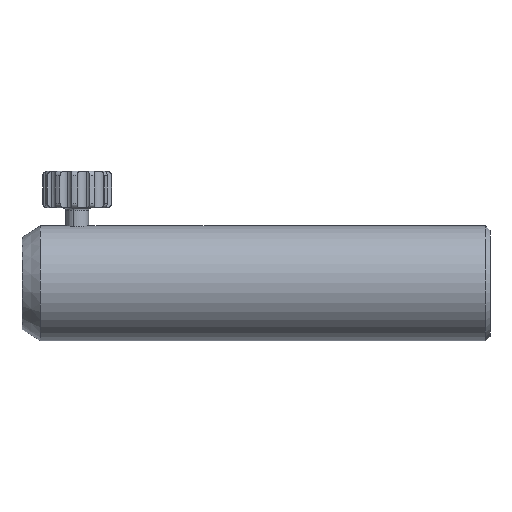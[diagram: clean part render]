
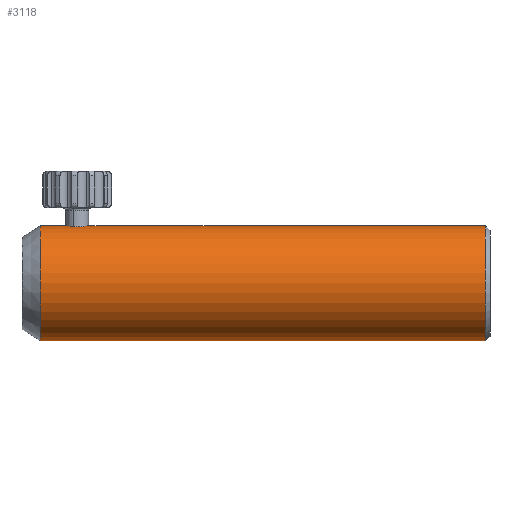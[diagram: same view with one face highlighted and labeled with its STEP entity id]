
A CAD part, left-side view. The second image highlights one B-rep face of the part: STEP entity #3118.
In plain terms, the highlighted cylindrical face has radius 12.5 mm (diameter 25 mm), a partial arc.
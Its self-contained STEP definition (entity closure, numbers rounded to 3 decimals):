
#59 = DIRECTION ( 'NONE',  ( 0., -1., 0. ) ) ;
#95 = CARTESIAN_POINT ( 'NONE',  ( -0.767, 70.871, 12.477 ) ) ;
#100 = EDGE_CURVE ( 'NONE', #3485, #1505, #1643, .T. ) ;
#134 = CARTESIAN_POINT ( 'NONE',  ( -1.987, 81.398, 12.341 ) ) ;
#157 = CARTESIAN_POINT ( 'NONE',  ( -0.769, 72.871, 12.477 ) ) ;
#195 = EDGE_CURVE ( 'NONE', #1784, #1760, #1603, .T. ) ;
#246 = CIRCLE ( 'NONE', #960, 12.5 ) ;
#353 = CARTESIAN_POINT ( 'NONE',  ( -1.21, 71.547, 12.441 ) ) ;
#377 = CARTESIAN_POINT ( 'NONE',  ( -1.242, 71.708, 12.438 ) ) ;
#378 = CARTESIAN_POINT ( 'NONE',  ( -0.807, 77.5, 12.475 ) ) ;
#393 = CARTESIAN_POINT ( 'NONE',  ( 0., 82.372, 12.5 ) ) ;
#424 = FACE_OUTER_BOUND ( 'NONE', #1560, .T. ) ;
#452 = CARTESIAN_POINT ( 'NONE',  ( 0., -19.865, 12.5 ) ) ;
#602 = CARTESIAN_POINT ( 'NONE',  ( 0., 87.872, 0. ) ) ;
#638 = CARTESIAN_POINT ( 'NONE',  ( -1.092, 71.242, 12.452 ) ) ;
#684 = CARTESIAN_POINT ( 'NONE',  ( 0., -19.865, -12.5 ) ) ;
#731 = DIRECTION ( 'NONE',  ( 0., -1., 0. ) ) ;
#757 = CARTESIAN_POINT ( 'NONE',  ( -1.111, 82.118, 12.452 ) ) ;
#817 = B_SPLINE_CURVE_WITH_KNOTS ( 'NONE', 3,
 ( #1446, #3422, #3399, #1726, #95, #2023, #638, #2609, #353, #377, #1148, #3114, #1425, #3375, #2658, #157, #1768, #959, #3495, #2063 ),
 .UNSPECIFIED., .F., .F.,
 ( 4, 2, 2, 2, 2, 2, 2, 2, 2, 4 ),
 ( 0.002, 0.002, 0.003, 0.003, 0.004, 0.004, 0.004, 0.005, 0.005, 0.006 ),
 .UNSPECIFIED. ) ;
#870 = ORIENTED_EDGE ( 'NONE', *, *, #3255, .T. ) ;
#903 = CARTESIAN_POINT ( 'NONE',  ( 0., -8.728, 0. ) ) ;
#942 = EDGE_CURVE ( 'NONE', #2027, #1760, #2061, .T. ) ;
#948 = CARTESIAN_POINT ( 'NONE',  ( -2.434, 80.529, 12.261 ) ) ;
#959 = CARTESIAN_POINT ( 'NONE',  ( -0.327, 73.089, 12.497 ) ) ;
#960 = AXIS2_PLACEMENT_3D ( 'NONE', #903, #2887, #3150 ) ;
#966 = ORIENTED_EDGE ( 'NONE', *, *, #1213, .T. ) ;
#1003 = CARTESIAN_POINT ( 'NONE',  ( -0.164, 77.372, 12.5 ) ) ;
#1025 = CARTESIAN_POINT ( 'NONE',  ( -1.255, 77.704, 12.438 ) ) ;
#1026 = VECTOR ( 'NONE', #731, 1000. ) ;
#1148 = CARTESIAN_POINT ( 'NONE',  ( -1.25, 71.791, 12.437 ) ) ;
#1166 = CARTESIAN_POINT ( 'NONE',  ( 0., 70.622, 12.5 ) ) ;
#1207 = CARTESIAN_POINT ( 'NONE',  ( -0.33, 77.388, 12.497 ) ) ;
#1213 = EDGE_CURVE ( 'NONE', #1784, #3485, #2445, .T. ) ;
#1254 = CARTESIAN_POINT ( 'NONE',  ( 0., -19.865, 12.5 ) ) ;
#1286 = CARTESIAN_POINT ( 'NONE',  ( -2.372, 79.066, 12.273 ) ) ;
#1319 = VERTEX_POINT ( 'NONE', #1166 ) ;
#1409 = CARTESIAN_POINT ( 'NONE',  ( 0., -8.728, 12.5 ) ) ;
#1425 = CARTESIAN_POINT ( 'NONE',  ( -1.217, 72.2, 12.441 ) ) ;
#1446 = CARTESIAN_POINT ( 'NONE',  ( 0., 70.622, 12.5 ) ) ;
#1490 = CARTESIAN_POINT ( 'NONE',  ( -2.169, 78.617, 12.311 ) ) ;
#1502 = CARTESIAN_POINT ( 'NONE',  ( -1.653, 81.754, 12.391 ) ) ;
#1505 = VERTEX_POINT ( 'NONE', #2182 ) ;
#1515 = DIRECTION ( 'NONE',  ( 0., -1., 0. ) ) ;
#1556 = CARTESIAN_POINT ( 'NONE',  ( -1.883, 81.524, 12.358 ) ) ;
#1560 = EDGE_LOOP ( 'NONE', ( #2011, #966, #1943, #1876, #2026, #870, #2298, #2015 ) ) ;
#1603 = LINE ( 'NONE', #3025, #2007 ) ;
#1643 = LINE ( 'NONE', #684, #2767 ) ;
#1726 = CARTESIAN_POINT ( 'NONE',  ( -0.63, 70.78, 12.485 ) ) ;
#1760 = VERTEX_POINT ( 'NONE', #2282 ) ;
#1768 = CARTESIAN_POINT ( 'NONE',  ( -0.63, 72.964, 12.485 ) ) ;
#1769 = CARTESIAN_POINT ( 'NONE',  ( -2.5, 79.709, 12.247 ) ) ;
#1783 = CARTESIAN_POINT ( 'NONE',  ( -0.33, 82.372, 12.5 ) ) ;
#1784 = VERTEX_POINT ( 'NONE', #1946 ) ;
#1818 = DIRECTION ( 'NONE',  ( 0., -1., 0. ) ) ;
#1849 = CARTESIAN_POINT ( 'NONE',  ( -1.885, 78.221, 12.358 ) ) ;
#1876 = ORIENTED_EDGE ( 'NONE', *, *, #2381, .F. ) ;
#1907 = LINE ( 'NONE', #452, #1026 ) ;
#1935 = CARTESIAN_POINT ( 'NONE',  ( 0., -19.865, 0. ) ) ;
#1943 = ORIENTED_EDGE ( 'NONE', *, *, #100, .T. ) ;
#1946 = CARTESIAN_POINT ( 'NONE',  ( 0., 87.872, 12.5 ) ) ;
#2007 = VECTOR ( 'NONE', #3284, 1000. ) ;
#2011 = ORIENTED_EDGE ( 'NONE', *, *, #195, .F. ) ;
#2015 = ORIENTED_EDGE ( 'NONE', *, *, #942, .T. ) ;
#2023 = CARTESIAN_POINT ( 'NONE',  ( -1.001, 71.105, 12.46 ) ) ;
#2026 = ORIENTED_EDGE ( 'NONE', *, *, #2096, .F. ) ;
#2027 = VERTEX_POINT ( 'NONE', #2616 ) ;
#2061 = B_SPLINE_CURVE_WITH_KNOTS ( 'NONE', 3,
 ( #3248, #1003, #1207, #2718, #378, #2979, #1025, #3434, #2440, #1849, #2077, #1490, #3532, #1286, #3241, #2152, #1769, #2624, #948, #3182, #2335, #134, #1556, #1502, #3004, #3449, #757, #2064, #1783, #393 ),
 .UNSPECIFIED., .F., .F.,
 ( 4, 2, 2, 2, 2, 2, 2, 2, 2, 2, 2, 2, 2, 2, 4 ),
 ( 0.004, 0.004, 0.005, 0.005, 0.006, 0.006, 0.007, 0.007, 0.008, 0.009, 0.009, 0.01, 0.01, 0.011, 0.012 ),
 .UNSPECIFIED. ) ;
#2063 = CARTESIAN_POINT ( 'NONE',  ( 0., 73.122, 12.5 ) ) ;
#2064 = CARTESIAN_POINT ( 'NONE',  ( -0.655, 82.307, 12.487 ) ) ;
#2077 = CARTESIAN_POINT ( 'NONE',  ( -1.988, 78.347, 12.341 ) ) ;
#2096 = EDGE_CURVE ( 'NONE', #1319, #3542, #2265, .T. ) ;
#2152 = CARTESIAN_POINT ( 'NONE',  ( -2.484, 79.543, 12.251 ) ) ;
#2182 = CARTESIAN_POINT ( 'NONE',  ( 0., -8.728, -12.5 ) ) ;
#2265 = LINE ( 'NONE', #1254, #3092 ) ;
#2282 = CARTESIAN_POINT ( 'NONE',  ( 0., 82.372, 12.5 ) ) ;
#2298 = ORIENTED_EDGE ( 'NONE', *, *, #2734, .F. ) ;
#2335 = CARTESIAN_POINT ( 'NONE',  ( -2.169, 81.126, 12.311 ) ) ;
#2381 = EDGE_CURVE ( 'NONE', #3542, #1505, #246, .T. ) ;
#2440 = CARTESIAN_POINT ( 'NONE',  ( -1.652, 77.989, 12.391 ) ) ;
#2445 = CIRCLE ( 'NONE', #3402, 12.5 ) ;
#2507 = CARTESIAN_POINT ( 'NONE',  ( 0., 87.872, -12.5 ) ) ;
#2569 = DIRECTION ( 'NONE',  ( 0., 0., -1. ) ) ;
#2609 = CARTESIAN_POINT ( 'NONE',  ( -1.186, 71.469, 12.444 ) ) ;
#2616 = CARTESIAN_POINT ( 'NONE',  ( 0., 77.372, 12.5 ) ) ;
#2618 = CYLINDRICAL_SURFACE ( 'NONE', #2793, 12.5 ) ;
#2624 = CARTESIAN_POINT ( 'NONE',  ( -2.5, 80.199, 12.247 ) ) ;
#2658 = CARTESIAN_POINT ( 'NONE',  ( -0.999, 72.64, 12.461 ) ) ;
#2718 = CARTESIAN_POINT ( 'NONE',  ( -0.651, 77.452, 12.484 ) ) ;
#2734 = EDGE_CURVE ( 'NONE', #2027, #3130, #1907, .T. ) ;
#2767 = VECTOR ( 'NONE', #1515, 1000. ) ;
#2793 = AXIS2_PLACEMENT_3D ( 'NONE', #1935, #59, #2819 ) ;
#2819 = DIRECTION ( 'NONE',  ( 0., 0., -1. ) ) ;
#2887 = DIRECTION ( 'NONE',  ( 0., -1., 0. ) ) ;
#2979 = CARTESIAN_POINT ( 'NONE',  ( -1.11, 77.626, 12.452 ) ) ;
#3004 = CARTESIAN_POINT ( 'NONE',  ( -1.525, 81.86, 12.407 ) ) ;
#3025 = CARTESIAN_POINT ( 'NONE',  ( 0., -19.865, 12.5 ) ) ;
#3092 = VECTOR ( 'NONE', #1818, 1000. ) ;
#3114 = CARTESIAN_POINT ( 'NONE',  ( -1.25, 72.035, 12.437 ) ) ;
#3118 = ADVANCED_FACE ( 'NONE', ( #424 ), #2618, .T. ) ;
#3130 = VERTEX_POINT ( 'NONE', #3317 ) ;
#3150 = DIRECTION ( 'NONE',  ( 0., 0., -1. ) ) ;
#3166 = DIRECTION ( 'NONE',  ( 0., -1., 0. ) ) ;
#3182 = CARTESIAN_POINT ( 'NONE',  ( -2.247, 80.98, 12.297 ) ) ;
#3241 = CARTESIAN_POINT ( 'NONE',  ( -2.42, 79.222, 12.264 ) ) ;
#3248 = CARTESIAN_POINT ( 'NONE',  ( 0., 77.372, 12.5 ) ) ;
#3255 = EDGE_CURVE ( 'NONE', #1319, #3130, #817, .T. ) ;
#3284 = DIRECTION ( 'NONE',  ( 0., -1., 0. ) ) ;
#3317 = CARTESIAN_POINT ( 'NONE',  ( 0., 73.122, 12.5 ) ) ;
#3375 = CARTESIAN_POINT ( 'NONE',  ( -1.092, 72.501, 12.452 ) ) ;
#3399 = CARTESIAN_POINT ( 'NONE',  ( -0.327, 70.654, 12.497 ) ) ;
#3402 = AXIS2_PLACEMENT_3D ( 'NONE', #602, #3166, #2569 ) ;
#3422 = CARTESIAN_POINT ( 'NONE',  ( -0.163, 70.622, 12.5 ) ) ;
#3434 = CARTESIAN_POINT ( 'NONE',  ( -1.526, 77.885, 12.407 ) ) ;
#3449 = CARTESIAN_POINT ( 'NONE',  ( -1.254, 82.041, 12.438 ) ) ;
#3485 = VERTEX_POINT ( 'NONE', #2507 ) ;
#3495 = CARTESIAN_POINT ( 'NONE',  ( -0.165, 73.122, 12.5 ) ) ;
#3532 = CARTESIAN_POINT ( 'NONE',  ( -2.247, 78.764, 12.297 ) ) ;
#3542 = VERTEX_POINT ( 'NONE', #1409 ) ;
